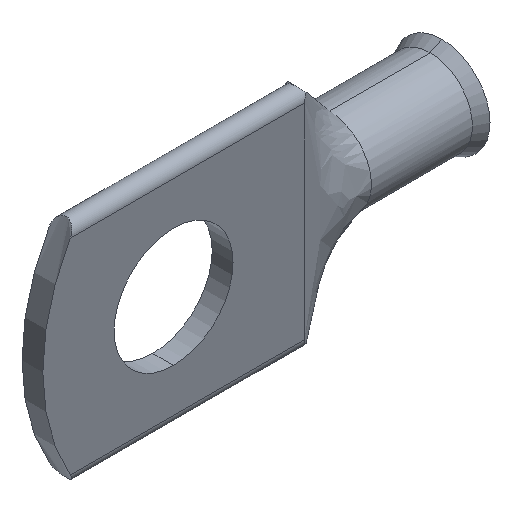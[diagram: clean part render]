
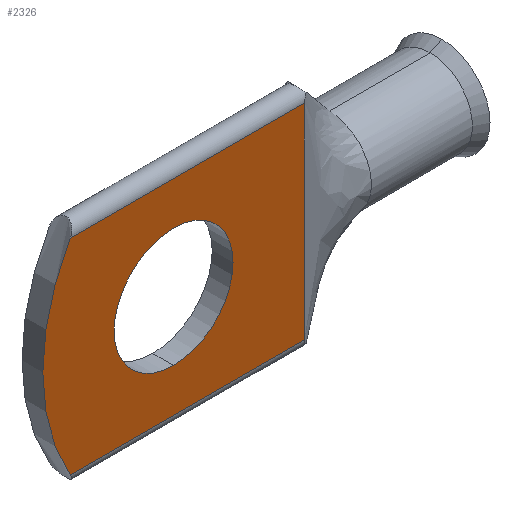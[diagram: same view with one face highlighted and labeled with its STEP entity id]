
A CAD part, isometric view. The second image highlights one B-rep face of the part: STEP entity #2326.
In plain terms, the highlighted planar face has unit normal (0, -1, 0).
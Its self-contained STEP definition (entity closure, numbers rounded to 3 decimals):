
#117 = EDGE_CURVE ( 'NONE', #2950, #2449, #950, .T. ) ;
#149 = ORIENTED_EDGE ( 'NONE', *, *, #117, .T. ) ;
#206 = CARTESIAN_POINT ( 'NONE',  ( 0., -0.889, 5.08 ) ) ;
#245 = DIRECTION ( 'NONE',  ( 0., -1., 0. ) ) ;
#256 = DIRECTION ( 'NONE',  ( 1., 0., 0. ) ) ;
#351 = EDGE_CURVE ( 'NONE', #600, #2784, #1956, .T. ) ;
#451 = DIRECTION ( 'NONE',  ( 0., 0., 1. ) ) ;
#453 = PLANE ( 'NONE',  #475 ) ;
#454 = CARTESIAN_POINT ( 'NONE',  ( 0., -0.889, 0. ) ) ;
#475 = AXIS2_PLACEMENT_3D ( 'NONE', #1421, #245, #1187 ) ;
#528 = CIRCLE ( 'NONE', #923, 5.08 ) ;
#553 = EDGE_CURVE ( 'NONE', #585, #2043, #1715, .T. ) ;
#585 = VERTEX_POINT ( 'NONE', #2642 ) ;
#594 = CARTESIAN_POINT ( 'NONE',  ( 0., -0.889, -5.08 ) ) ;
#600 = VERTEX_POINT ( 'NONE', #206 ) ;
#620 = VECTOR ( 'NONE', #2337, 1000. ) ;
#640 = ORIENTED_EDGE ( 'NONE', *, *, #980, .F. ) ;
#698 = CARTESIAN_POINT ( 'NONE',  ( -8.843, -0.889, -8.763 ) ) ;
#741 = FACE_BOUND ( 'NONE', #2214, .T. ) ;
#765 = DIRECTION ( 'NONE',  ( 0., -1., 0. ) ) ;
#850 = ORIENTED_EDGE ( 'NONE', *, *, #2984, .T. ) ;
#923 = AXIS2_PLACEMENT_3D ( 'NONE', #454, #1926, #2370 ) ;
#950 = LINE ( 'NONE', #1662, #2645 ) ;
#979 = LINE ( 'NONE', #1921, #2193 ) ;
#980 = EDGE_CURVE ( 'NONE', #2784, #600, #528, .T. ) ;
#1026 = EDGE_CURVE ( 'NONE', #2449, #585, #1897, .T. ) ;
#1118 = AXIS2_PLACEMENT_3D ( 'NONE', #2875, #765, #1705 ) ;
#1167 = CARTESIAN_POINT ( 'NONE',  ( 0., -0.889, 0. ) ) ;
#1187 = DIRECTION ( 'NONE',  ( 0., 0., -1. ) ) ;
#1416 = CARTESIAN_POINT ( 'NONE',  ( 11.176, -0.889, -8.763 ) ) ;
#1421 = CARTESIAN_POINT ( 'NONE',  ( 6.447, -0.889, 0. ) ) ;
#1662 = CARTESIAN_POINT ( 'NONE',  ( 11.176, -0.889, 0. ) ) ;
#1705 = DIRECTION ( 'NONE',  ( 0., 0., -1. ) ) ;
#1715 = CIRCLE ( 'NONE', #1118, 17.623 ) ;
#1860 = DIRECTION ( 'NONE',  ( 0., 0., -1. ) ) ;
#1897 = LINE ( 'NONE', #2567, #620 ) ;
#1921 = CARTESIAN_POINT ( 'NONE',  ( 6.447, -0.889, -8.763 ) ) ;
#1926 = DIRECTION ( 'NONE',  ( 0., -1., 0. ) ) ;
#1956 = CIRCLE ( 'NONE', #2983, 5.08 ) ;
#2043 = VERTEX_POINT ( 'NONE', #698 ) ;
#2193 = VECTOR ( 'NONE', #256, 1000. ) ;
#2214 = EDGE_LOOP ( 'NONE', ( #2740, #640 ) ) ;
#2326 = ADVANCED_FACE ( 'NONE', ( #741, #2583 ), #453, .T. ) ;
#2337 = DIRECTION ( 'NONE',  ( -1., 0., 0. ) ) ;
#2354 = CARTESIAN_POINT ( 'NONE',  ( 11.176, -0.889, 8.763 ) ) ;
#2370 = DIRECTION ( 'NONE',  ( 0., 0., -1. ) ) ;
#2449 = VERTEX_POINT ( 'NONE', #2354 ) ;
#2567 = CARTESIAN_POINT ( 'NONE',  ( -8.843, -0.889, 8.763 ) ) ;
#2583 = FACE_OUTER_BOUND ( 'NONE', #2685, .T. ) ;
#2642 = CARTESIAN_POINT ( 'NONE',  ( -8.843, -0.889, 8.763 ) ) ;
#2645 = VECTOR ( 'NONE', #451, 1000. ) ;
#2685 = EDGE_LOOP ( 'NONE', ( #3055, #850, #149, #2916 ) ) ;
#2740 = ORIENTED_EDGE ( 'NONE', *, *, #351, .F. ) ;
#2784 = VERTEX_POINT ( 'NONE', #594 ) ;
#2875 = CARTESIAN_POINT ( 'NONE',  ( 6.447, -0.889, 0. ) ) ;
#2916 = ORIENTED_EDGE ( 'NONE', *, *, #1026, .T. ) ;
#2950 = VERTEX_POINT ( 'NONE', #1416 ) ;
#2983 = AXIS2_PLACEMENT_3D ( 'NONE', #1167, #3029, #1860 ) ;
#2984 = EDGE_CURVE ( 'NONE', #2043, #2950, #979, .T. ) ;
#3029 = DIRECTION ( 'NONE',  ( 0., -1., 0. ) ) ;
#3055 = ORIENTED_EDGE ( 'NONE', *, *, #553, .T. ) ;
